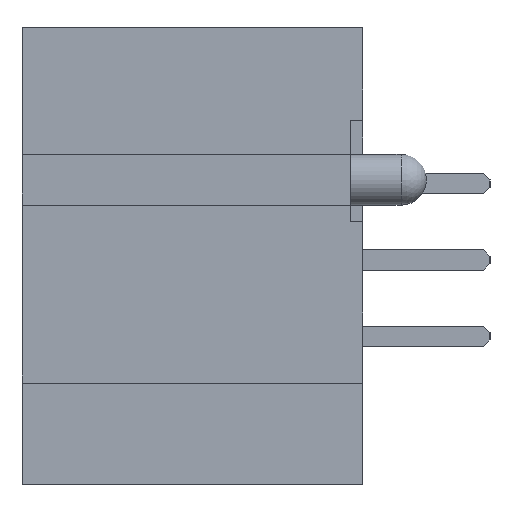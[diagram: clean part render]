
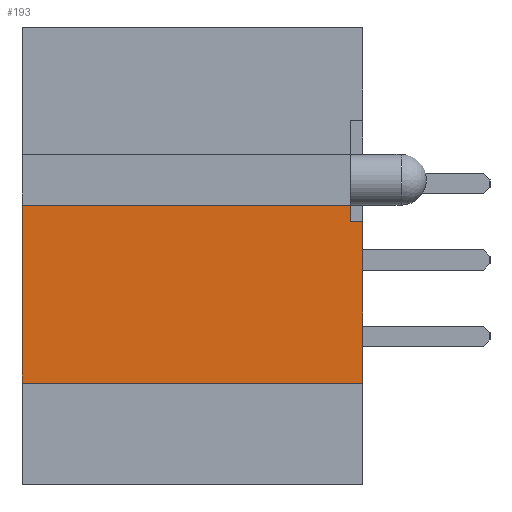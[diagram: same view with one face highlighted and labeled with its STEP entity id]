
A CAD part, left-side view. The second image highlights one B-rep face of the part: STEP entity #193.
In plain terms, the highlighted planar face has unit normal (-1, 0, 0).
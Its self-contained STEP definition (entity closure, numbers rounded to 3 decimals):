
#193 = ADVANCED_FACE( '', ( #787 ), #788, .F. );
#787 = FACE_OUTER_BOUND( '', #1939, .T. );
#788 = PLANE( '', #1940 );
#1939 = EDGE_LOOP( '', ( #3255, #3256, #3257, #3258, #3259, #3260 ) );
#1940 = AXIS2_PLACEMENT_3D( '', #3261, #3262, #3263 );
#3255 = ORIENTED_EDGE( '', *, *, #8204, .F. );
#3256 = ORIENTED_EDGE( '', *, *, #8205, .T. );
#3257 = ORIENTED_EDGE( '', *, *, #8206, .T. );
#3258 = ORIENTED_EDGE( '', *, *, #8207, .T. );
#3259 = ORIENTED_EDGE( '', *, *, #8203, .F. );
#3260 = ORIENTED_EDGE( '', *, *, #8208, .F. );
#3261 = CARTESIAN_POINT( '', ( -12.75, 1., 6.71 ) );
#3262 = DIRECTION( '', ( 1., 0., 0. ) );
#3263 = DIRECTION( '', ( 0., 0., -1. ) );
#8203 = EDGE_CURVE( '', #9973, #9971, #9975, .T. );
#8204 = EDGE_CURVE( '', #9976, #9977, #9978, .T. );
#8205 = EDGE_CURVE( '', #9976, #9979, #9980, .T. );
#8206 = EDGE_CURVE( '', #9979, #9981, #9982, .T. );
#8207 = EDGE_CURVE( '', #9981, #9971, #9983, .T. );
#8208 = EDGE_CURVE( '', #9977, #9973, #9984, .T. );
#9971 = VERTEX_POINT( '', #12861 );
#9973 = VERTEX_POINT( '', #12864 );
#9975 = LINE( '', #12867, #12868 );
#9976 = VERTEX_POINT( '', #12869 );
#9977 = VERTEX_POINT( '', #12870 );
#9978 = LINE( '', #12871, #12872 );
#9979 = VERTEX_POINT( '', #12873 );
#9980 = LINE( '', #12874, #12875 );
#9981 = VERTEX_POINT( '', #12876 );
#9982 = LINE( '', #12877, #12878 );
#9983 = LINE( '', #12879, #12880 );
#9984 = LINE( '', #12881, #12882 );
#12861 = CARTESIAN_POINT( '', ( -12.75, -2.5, 0. ) );
#12864 = CARTESIAN_POINT( '', ( -12.75, -2.5, 6.71 ) );
#12867 = CARTESIAN_POINT( '', ( -12.75, -2.5, 6.71 ) );
#12868 = VECTOR( '', #16917, 1000. );
#12869 = CARTESIAN_POINT( '', ( -12.75, 0.67, 6.46 ) );
#12870 = CARTESIAN_POINT( '', ( -12.75, 0.67, 6.71 ) );
#12871 = CARTESIAN_POINT( '', ( -12.75, 0.67, 6.71 ) );
#12872 = VECTOR( '', #16918, 1000. );
#12873 = CARTESIAN_POINT( '', ( -12.75, 1., 6.46 ) );
#12874 = CARTESIAN_POINT( '', ( -12.75, 0.67, 6.46 ) );
#12875 = VECTOR( '', #16919, 1000. );
#12876 = CARTESIAN_POINT( '', ( -12.75, 1., 0. ) );
#12877 = CARTESIAN_POINT( '', ( -12.75, 1., 6.71 ) );
#12878 = VECTOR( '', #16920, 1000. );
#12879 = CARTESIAN_POINT( '', ( -12.75, 1., 0. ) );
#12880 = VECTOR( '', #16921, 1000. );
#12881 = CARTESIAN_POINT( '', ( -12.75, 1., 6.71 ) );
#12882 = VECTOR( '', #16922, 1000. );
#16917 = DIRECTION( '', ( 0., 0., -1. ) );
#16918 = DIRECTION( '', ( 0., 0., 1. ) );
#16919 = DIRECTION( '', ( 0., 1., 0. ) );
#16920 = DIRECTION( '', ( 0., 0., -1. ) );
#16921 = DIRECTION( '', ( 0., -1., 0. ) );
#16922 = DIRECTION( '', ( 0., -1., 0. ) );
